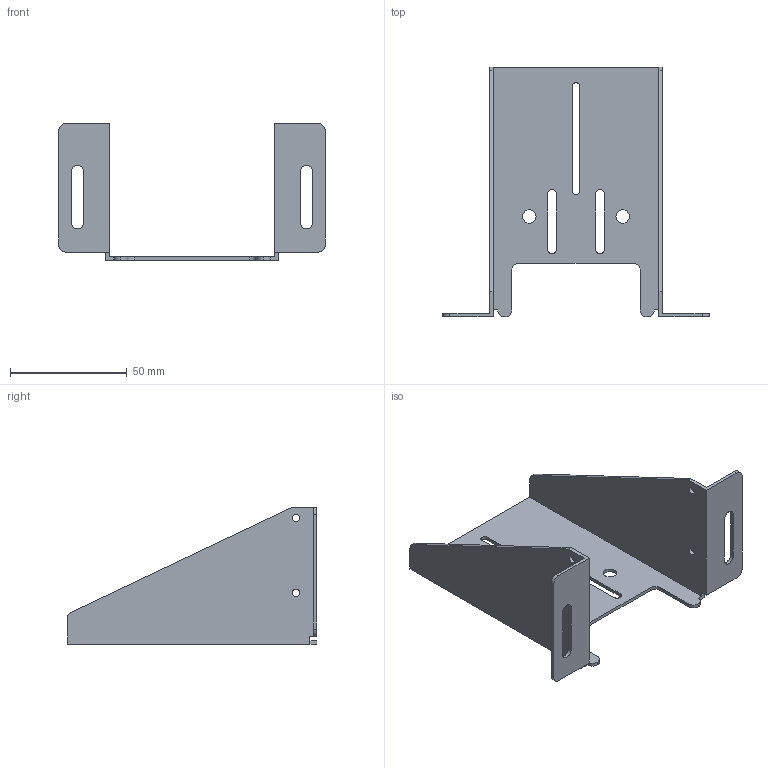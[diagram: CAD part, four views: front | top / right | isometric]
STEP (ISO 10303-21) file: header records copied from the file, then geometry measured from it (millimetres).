
FILE_DESCRIPTION(/* description */ (''),/* implementation_level */ '2;1');
FILE_NAME(/* name */ '6ET2710-0BA00-0AA0_3d.stp',/* time_stamp */ '2025-04-12T10:31:16+02:00',/* author */ (''),/* organization */ (''),/* preprocessor_version */ 'ST-DEVELOPER v18.102',/* originating_system */ 'SIEMENS PLM Software NX 2023',/* authorisation */ '');
FILE_SCHEMA (('AUTOMOTIVE_DESIGN { 1 0 10303 214 3 1 1 1 }'));
Length unit declared in the file: millimetre
Products named in the file (3): A5E54481372A_RS-AA_001_1-Labeling; A5E54481356A_RS-AA_001_1-Mounting Bracket; A5E54481375A_RS-AA_001_1-CAx_6ET27100BA000AA0
Assembly tree (2 placements, depth 2):
  A5E54481375A_RS-AA_001_1-CAx_6ET27100BA000AA0
    A5E54481356A_RS-AA_001_1-Mounting Bracket
    A5E54481372A_RS-AA_001_1-Labeling
Bounding box: 114 x 107 x 58.6 mm (x, y, z)
Volume: 23869.7 mm3; surface area: 33460.2 mm2
Topology: 19 solids, 19 shells, 223 faces, 557 edges, 372 vertices
Faces by surface type: plane 153, extrusion 42, cylinder 28
Full cylindrical faces by diameter (mm): 3.2 x4, 5.8 x2
Entity records: 7821 total; most frequent: CARTESIAN_POINT 2705, ORIENTED_EDGE 1098, DIRECTION 765, EDGE_CURVE 549, VERTEX_POINT 370, B_SPLINE_CURVE_WITH_KNOTS 292, VECTOR 285, EDGE_LOOP 275
